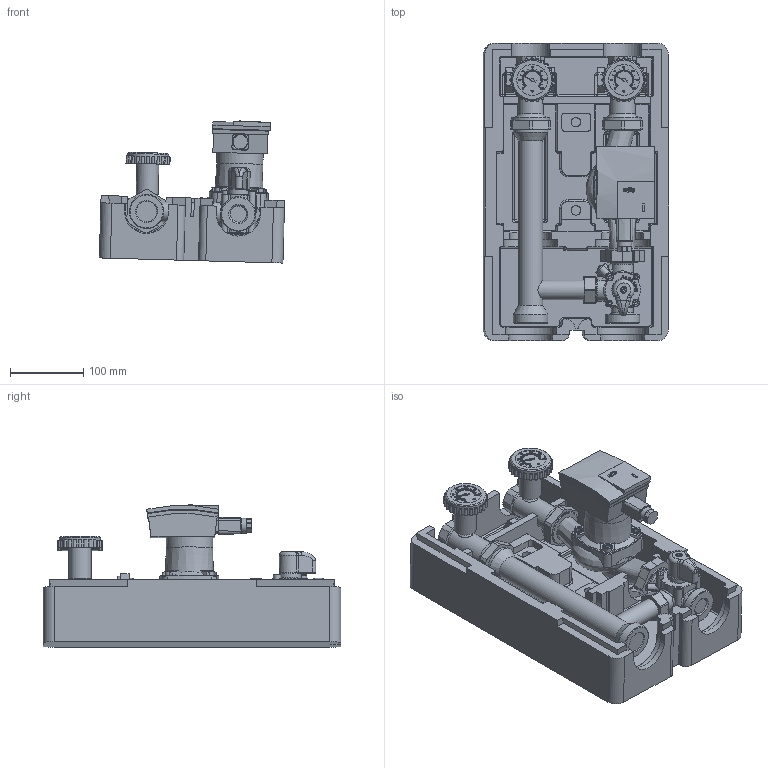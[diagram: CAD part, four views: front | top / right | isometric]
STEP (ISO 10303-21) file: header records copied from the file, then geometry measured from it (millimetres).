
FILE_DESCRIPTION(/* description */ (''),/* implementation_level */ '2;1');
FILE_NAME(/* name */ 'SMT125-DN25_Wilo_bez pokrywy.stp',/* time_stamp */ '2015-11-26T21:39:28+01:00',/* author */ ('ARTUR'),/* organization */ (''),/* preprocessor_version */ 'ST-DEVELOPER v15.6',/* originating_system */ 'Autodesk Inventor 2015',/* authorisation */ '');
FILE_SCHEMA (('CONFIG_CONTROL_DESIGN'));
Products named in the file (1): SMT125-DN25_Wilo_bez pokrywy
Bounding box: 252.28 x 405 x 193.45 mm (x, y, z)
Volume: 5829381.2 mm3; surface area: 647715.7 mm2
Topology: 1 solids, 1 shells, 3002 faces, 8244 edges, 5336 vertices
Faces by surface type: plane 1796, cylinder 746, bspline 248, cone 95, torus 69, sphere 48
Full cylindrical faces by diameter (mm): 2.5 x4, 4.917 x6, 6.5 x2, 8.5 x1, 9 x1, 10 x8, 12 x2, 13 x2, 13.654 x2, 20 x2, 21 x1, 22 x2, 25 x2, 26.8 x1, 27 x1, 29 x1, 30 x3, 33 x5, 35 x2, 40 x4, 42 x3, 42.5 x2, 45 x1, 47 x3, 48.3 x2, 52 x2, 56 x2, 63 x1
Entity records: 104606 total; most frequent: CARTESIAN_POINT 28063, ORIENTED_EDGE 16036, DIRECTION 14775, EDGE_CURVE 8018, LINE 5443, VECTOR 5443, VERTEX_POINT 5277, AXIS2_PLACEMENT_3D 4666
